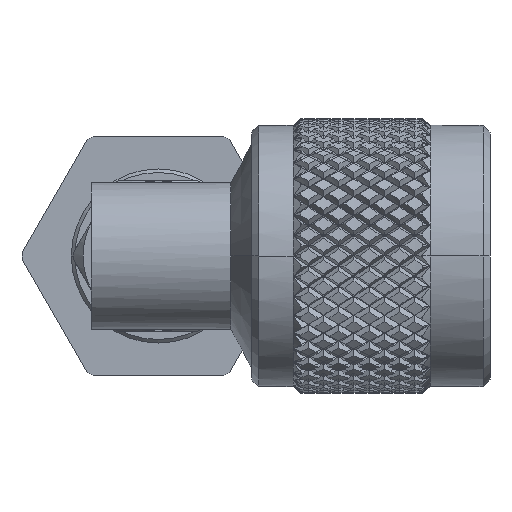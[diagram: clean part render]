
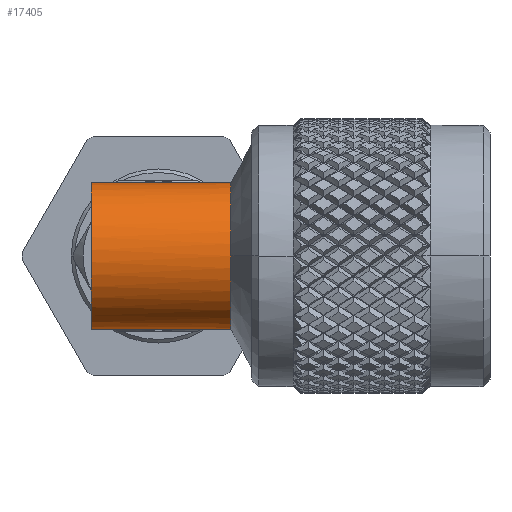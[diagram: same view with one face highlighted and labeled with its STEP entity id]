
A CAD part, left-side view. The second image highlights one B-rep face of the part: STEP entity #17405.
In plain terms, the highlighted cylindrical face has radius 5.395 mm (diameter 10.79 mm), a partial arc.
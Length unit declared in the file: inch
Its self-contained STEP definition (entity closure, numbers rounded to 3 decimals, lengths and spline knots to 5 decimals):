
#542 = EDGE_CURVE ( 'NONE', #61107, #103873, #49122, .T. ) ;
#2814 = VERTEX_POINT ( 'NONE', #80520 ) ;
#7722 = EDGE_CURVE ( 'NONE', #2814, #103873, #108131, .T. ) ;
#7861 = CARTESIAN_POINT ( 'NONE',  ( 0.05962, -0.13037, 0.16769 ) ) ;
#8502 = ORIENTED_EDGE ( 'NONE', *, *, #7722, .F. ) ;
#8726 = DIRECTION ( 'NONE',  ( -1., 0., 0. ) ) ;
#10214 = CARTESIAN_POINT ( 'NONE',  ( -5.70743, 0., 0. ) ) ;
#14267 = VERTEX_POINT ( 'NONE', #75424 ) ;
#17117 = DIRECTION ( 'NONE',  ( 0., 0., 1. ) ) ;
#17405 = ADVANCED_FACE ( 'NONE', ( #29970 ), #36470, .T. ) ;
#19625 = CARTESIAN_POINT ( 'NONE',  ( 0.05962, 0., 0. ) ) ;
#23101 = VECTOR ( 'NONE', #71453, 39.37008 ) ;
#26217 = CIRCLE ( 'NONE', #42899, 0.21241 ) ;
#27584 = ORIENTED_EDGE ( 'NONE', *, *, #34842, .F. ) ;
#29970 = FACE_OUTER_BOUND ( 'NONE', #81754, .T. ) ;
#34842 = EDGE_CURVE ( 'NONE', #87629, #14267, #72097, .T. ) ;
#36035 = DIRECTION ( 'NONE',  ( -1., 0., 0. ) ) ;
#36470 = CYLINDRICAL_SURFACE ( 'NONE', #48101, 0.21241 ) ;
#38485 = CARTESIAN_POINT ( 'NONE',  ( 0.46208, -0.13037, 0.16769 ) ) ;
#42899 = AXIS2_PLACEMENT_3D ( 'NONE', #19625, #36035, #86701 ) ;
#48101 = AXIS2_PLACEMENT_3D ( 'NONE', #10214, #68527, #93025 ) ;
#48584 = AXIS2_PLACEMENT_3D ( 'NONE', #60305, #51643, #92491 ) ;
#49122 = CIRCLE ( 'NONE', #97727, 0.21241 ) ;
#51643 = DIRECTION ( 'NONE',  ( -1., 0., 0. ) ) ;
#55567 = ORIENTED_EDGE ( 'NONE', *, *, #104162, .T. ) ;
#58640 = CARTESIAN_POINT ( 'NONE',  ( 0.46208, 0., 0. ) ) ;
#60305 = CARTESIAN_POINT ( 'NONE',  ( 0.05962, 0., 0. ) ) ;
#61107 = VERTEX_POINT ( 'NONE', #98794 ) ;
#68104 = ORIENTED_EDGE ( 'NONE', *, *, #99813, .F. ) ;
#68527 = DIRECTION ( 'NONE',  ( -1., 0., 0. ) ) ;
#70009 = LINE ( 'NONE', #86521, #23101 ) ;
#71453 = DIRECTION ( 'NONE',  ( 1., 0., 0. ) ) ;
#72097 = CIRCLE ( 'NONE', #48584, 0.21241 ) ;
#73437 = DIRECTION ( 'NONE',  ( 1., 0., 0. ) ) ;
#75424 = CARTESIAN_POINT ( 'NONE',  ( 0.05962, 0., -0.21241 ) ) ;
#76972 = ORIENTED_EDGE ( 'NONE', *, *, #542, .T. ) ;
#80520 = CARTESIAN_POINT ( 'NONE',  ( 0.05962, -0.13037, 0.16769 ) ) ;
#81754 = EDGE_LOOP ( 'NONE', ( #76972, #8502, #68104, #27584, #55567 ) ) ;
#84517 = VECTOR ( 'NONE', #73437, 39.37008 ) ;
#86521 = CARTESIAN_POINT ( 'NONE',  ( 0.05962, 0.13037, 0.16769 ) ) ;
#86701 = DIRECTION ( 'NONE',  ( 0., 0., 1. ) ) ;
#87629 = VERTEX_POINT ( 'NONE', #95728 ) ;
#92491 = DIRECTION ( 'NONE',  ( 0., 0., 1. ) ) ;
#93025 = DIRECTION ( 'NONE',  ( 0., 0., 1. ) ) ;
#95728 = CARTESIAN_POINT ( 'NONE',  ( 0.05962, 0.13037, 0.16769 ) ) ;
#97727 = AXIS2_PLACEMENT_3D ( 'NONE', #58640, #8726, #17117 ) ;
#98794 = CARTESIAN_POINT ( 'NONE',  ( 0.46208, 0.13037, 0.16769 ) ) ;
#99813 = EDGE_CURVE ( 'NONE', #14267, #2814, #26217, .T. ) ;
#103873 = VERTEX_POINT ( 'NONE', #38485 ) ;
#104162 = EDGE_CURVE ( 'NONE', #87629, #61107, #70009, .T. ) ;
#108131 = LINE ( 'NONE', #7861, #84517 ) ;
